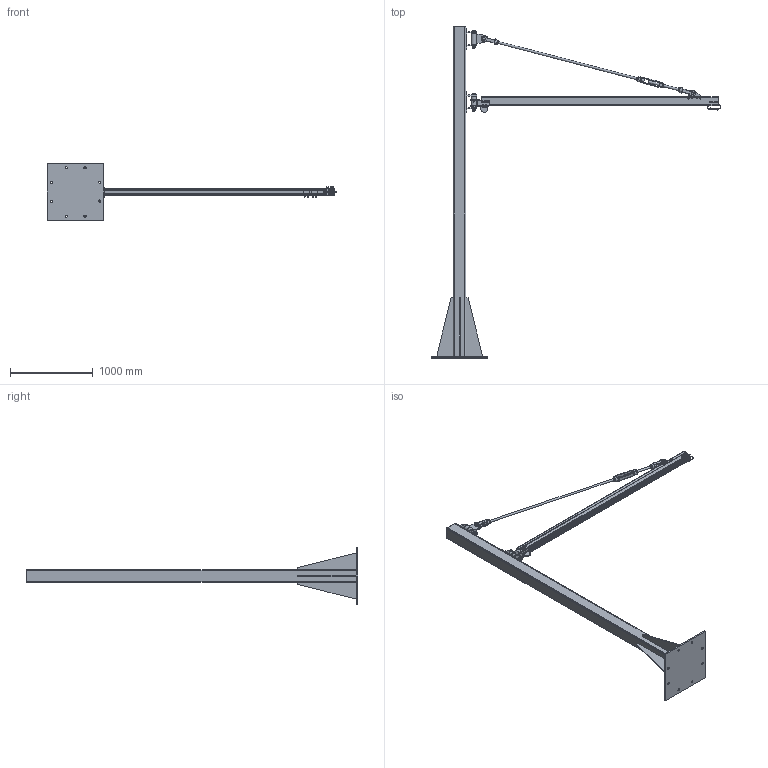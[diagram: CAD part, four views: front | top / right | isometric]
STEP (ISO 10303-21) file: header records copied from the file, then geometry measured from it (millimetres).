
FILE_DESCRIPTION(/* description */ (''),/* implementation_level */ '2;1');
FILE_NAME(/* name */ '98768.stp',/* time_stamp */ '2023-09-29T10:49:51-04:00',/* author */ ('mnhhw'),/* organization */ (''),/* preprocessor_version */ 'ST-DEVELOPER v18',/* originating_system */ 'Autodesk Inventor 2020',/* authorisation */ '');
FILE_SCHEMA (('AUTOMOTIVE_DESIGN { 1 0 10303 214 3 1 1 }'));
Length unit declared in the file: inch
Products named in the file (43): 98766; 98760 COLUM; Base Plate; 6 x 6 x 1_4; Top Plate; 60120; 98760 BOOM; 25876-25885; 3D113WF4D.iam; 3D11MVF4D.ipt; PN-76_M-86003 - M6 coned short(1).ipt; ANSI/ASME B18.2.1 - 3/8-16 UNC - 4.5; ANSI/ASME B18.2.1 - 5/16-18 UNC - 1; ASTM F436 - 5/16; ANSI B18.21.1 - 0.3125; 3D11OYC4A.ipt; 25676; 25875; 25880r; 3D11KVF4C.ipt; 3D112WF4B.ipt; STN 02 7421 - M6 coned short; ANSI_ASME B18.2.1 - 1-8 UNC - 8(2).ipt; ANSI B18.2.2 - 1 - 8(2).ipt; ANSI B18.21.1 - 1.ipt; ETA4RWXX; 24900xxxx; 3D11B7F4C.ipt; 3D1193E4C.ipt; 3D11A5E4B.ipt; 3D11KKB4A.ipt; 25890; 3D113ZF4C.ipt; ANSI B18.2.3.1M - M10 x 1.5 x 100; ANSI B18.2.4.5M - M10 x 1.5.ipt; 78126 D2; 78126 D2_1; 3D11ATB4A.ipt; ANSI B18.8.1 - 3/16 x 2 1/2 Extended Prong Square Cut Type; 78125 ...
Assembly tree (89 placements, depth 5):
  98766
    98760 COLUM
      Base Plate
      6 x 6 x 1_4
      Top Plate
      60120  x4
    98760 BOOM
      25876-25885
        25875
        3D113WF4D.iam
          3D11MVF4D.ipt
          3D112WF4B.ipt  x2
          PN-76_M-86003 - M6 coned short(1).ipt
        ANSI B18.2.2 - 1 - 8(2).ipt
        ANSI B18.21.1 - 1.ipt
        ANSI_ASME B18.2.1 - 1-8 UNC - 8(2).ipt
        ANSI/ASME B18.2.1 - 3/8-16 UNC - 4.5  x4
        ANSI/ASME B18.2.1 - 5/16-18 UNC - 1  x4
        ASTM F436 - 5/16  x4
        ANSI B18.21.1 - 0.3125  x4
        3D11OYC4A.ipt  x4
      25676
        25875
        25880r
          3D11KVF4C.ipt
          3D112WF4B.ipt  x2
          STN 02 7421 - M6 coned short
        ANSI_ASME B18.2.1 - 1-8 UNC - 8(2).ipt
        ANSI B18.2.2 - 1 - 8(2).ipt
        ANSI B18.21.1 - 1.ipt
      ETA4RWXX
      24900xxxx
        3D11B7F4C.ipt
        3D1193E4C.ipt
        3D11A5E4B.ipt
        3D11KKB4A.ipt  x2
        ANSI B18.2.3.1M - M10 x 1.5 x 100  x4
        ANSI B18.2.4.5M - M10 x 1.5.ipt  x4
      25890
        3D113ZF4C.ipt
        ANSI B18.2.3.1M - M10 x 1.5 x 100  x4
        ANSI B18.2.4.5M - M10 x 1.5.ipt  x4
      78126 D2
      78126 D2_1
      3D11ATB4A.ipt  x2
      ANSI B18.8.1 - 3/16 x 2 1/2 Extended Prong Square Cut Type  x4
      78125
      ANSI B18.2.2 - 1 - 8(3).ipt  x4
      3D11PUH4D.ipt
      81015 D1
Bounding box: 3499.7 x 4013.2 x 685.8 mm (x, y, z)
Volume: 42742853.4 mm3; surface area: 9722695.7 mm2
Topology: 81 solids, 81 shells, 2215 faces, 5238 edges, 3137 vertices
Faces by surface type: plane 781, cylinder 512, cone 414, bspline 202, torus 192, sphere 114
Full cylindrical faces by diameter (mm): 3 x2, 3.175 x3, 4.762 x3, 6 x2, 6.35 x5, 7.798 x4, 7.938 x4, 8.376 x8, 8.731 x4, 8.738 x4, 9.525 x4, 9.855 x4, 10 x8, 10.319 x12, 11.112 x28, 12.7 x4, 14.275 x4, 14.6 x8, 17.462 x12, 17.475 x4, 21.971 x8, 25.4 x14, 25.959 x2, 26.987 x8, 30.162 x4, 31.75 x4, 34.925 x2, 38.1 x10, 63.5 x4
Entity records: 40943 total; most frequent: CARTESIAN_POINT 11633, DIRECTION 6029, ORIENTED_EDGE 5716, EDGE_CURVE 2858, AXIS2_PLACEMENT_3D 2468, VERTEX_POINT 1774, EDGE_LOOP 1370, CIRCLE 1251
